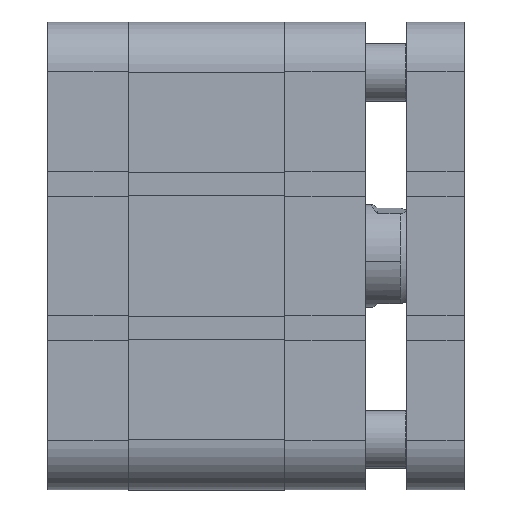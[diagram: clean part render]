
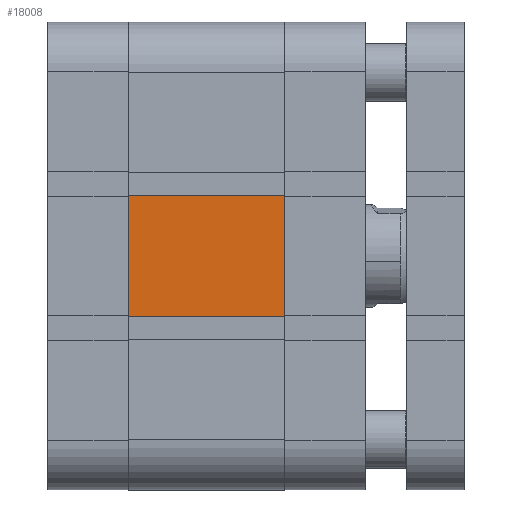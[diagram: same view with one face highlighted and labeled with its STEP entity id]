
A CAD part, front view. The second image highlights one B-rep face of the part: STEP entity #18008.
In plain terms, the highlighted planar face has unit normal (0, -1, 0).
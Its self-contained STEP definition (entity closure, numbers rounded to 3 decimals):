
#981 = EDGE_CURVE ( 'NONE', #14494, #34697, #8611, .T. ) ;
#2133 = DIRECTION ( 'NONE',  ( 0., 1., 0. ) ) ;
#3473 = DIRECTION ( 'NONE',  ( -1., 0., 0. ) ) ;
#3593 = EDGE_CURVE ( 'NONE', #38228, #11181, #34829, .T. ) ;
#4129 = EDGE_CURVE ( 'NONE', #38228, #14494, #5245, .T. ) ;
#5245 = LINE ( 'NONE', #27413, #14714 ) ;
#8611 = LINE ( 'NONE', #27105, #37163 ) ;
#8613 = EDGE_LOOP ( 'NONE', ( #28074, #28272, #37944, #24153 ) ) ;
#10867 = VECTOR ( 'NONE', #19851, 1000. ) ;
#11181 = VERTEX_POINT ( 'NONE', #30813 ) ;
#13750 = PLANE ( 'NONE',  #27020 ) ;
#13864 = CARTESIAN_POINT ( 'NONE',  ( 0., -56.75, -56.75 ) ) ;
#14118 = DIRECTION ( 'NONE',  ( 0., 0., -1. ) ) ;
#14325 = EDGE_CURVE ( 'NONE', #11181, #34697, #19941, .T. ) ;
#14344 = DIRECTION ( 'NONE',  ( 0., 0., 1. ) ) ;
#14494 = VERTEX_POINT ( 'NONE', #14661 ) ;
#14661 = CARTESIAN_POINT ( 'NONE',  ( 38., -56.75, -14.7 ) ) ;
#14714 = VECTOR ( 'NONE', #14118, 1000. ) ;
#16889 = CARTESIAN_POINT ( 'NONE',  ( 38.001, -56.75, 14.7 ) ) ;
#18008 = ADVANCED_FACE ( 'NONE', ( #19649 ), #13750, .F. ) ;
#19560 = CARTESIAN_POINT ( 'NONE',  ( 0., -56.75, -14.7 ) ) ;
#19649 = FACE_OUTER_BOUND ( 'NONE', #8613, .T. ) ;
#19851 = DIRECTION ( 'NONE',  ( -1., 0., 0. ) ) ;
#19916 = VECTOR ( 'NONE', #20542, 1000. ) ;
#19941 = LINE ( 'NONE', #13864, #19916 ) ;
#20542 = DIRECTION ( 'NONE',  ( 0., 0., -1. ) ) ;
#24153 = ORIENTED_EDGE ( 'NONE', *, *, #4129, .F. ) ;
#27020 = AXIS2_PLACEMENT_3D ( 'NONE', #29100, #2133, #14344 ) ;
#27105 = CARTESIAN_POINT ( 'NONE',  ( 38.001, -56.75, -14.7 ) ) ;
#27413 = CARTESIAN_POINT ( 'NONE',  ( 38., -56.75, -56.75 ) ) ;
#28074 = ORIENTED_EDGE ( 'NONE', *, *, #3593, .T. ) ;
#28272 = ORIENTED_EDGE ( 'NONE', *, *, #14325, .T. ) ;
#29100 = CARTESIAN_POINT ( 'NONE',  ( 38., -56.75, -56.75 ) ) ;
#30813 = CARTESIAN_POINT ( 'NONE',  ( 0., -56.75, 14.7 ) ) ;
#34674 = CARTESIAN_POINT ( 'NONE',  ( 38., -56.75, 14.7 ) ) ;
#34697 = VERTEX_POINT ( 'NONE', #19560 ) ;
#34829 = LINE ( 'NONE', #16889, #10867 ) ;
#37163 = VECTOR ( 'NONE', #3473, 1000. ) ;
#37944 = ORIENTED_EDGE ( 'NONE', *, *, #981, .F. ) ;
#38228 = VERTEX_POINT ( 'NONE', #34674 ) ;
